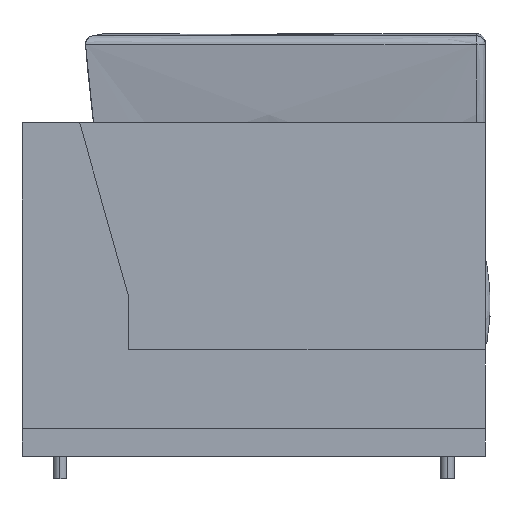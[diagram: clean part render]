
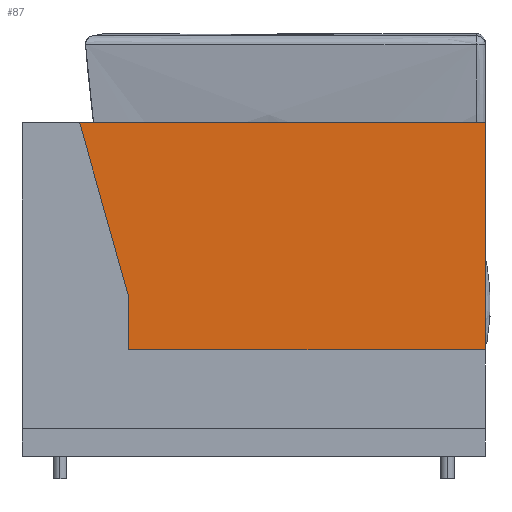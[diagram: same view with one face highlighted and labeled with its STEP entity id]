
A CAD part, left-side view. The second image highlights one B-rep face of the part: STEP entity #87.
In plain terms, the highlighted free-form (B-spline) face has degree [1, 1] with [2, 2] control points.
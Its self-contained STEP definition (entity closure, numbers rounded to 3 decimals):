
#87=ADVANCED_FACE($,(#235),#1628,.T.);
#235=FACE_OUTER_BOUND($,#383,.T.);
#383=EDGE_LOOP($,(#696,#697,#698,#699,#700,#701));
#696=ORIENTED_EDGE($,*,*,#1141,.T.);
#697=ORIENTED_EDGE($,*,*,#1143,.T.);
#698=ORIENTED_EDGE($,*,*,#1145,.T.);
#699=ORIENTED_EDGE($,*,*,#1147,.T.);
#700=ORIENTED_EDGE($,*,*,#1125,.T.);
#701=ORIENTED_EDGE($,*,*,#1139,.T.);
#1125=EDGE_CURVE($,#1379,#1383,#1701,.T.);
#1139=EDGE_CURVE($,#1383,#1390,#1715,.T.);
#1141=EDGE_CURVE($,#1390,#1391,#1717,.T.);
#1143=EDGE_CURVE($,#1391,#1393,#1719,.T.);
#1145=EDGE_CURVE($,#1393,#1395,#1721,.T.);
#1147=EDGE_CURVE($,#1395,#1379,#1723,.T.);
#1379=VERTEX_POINT($,#2675);
#1383=VERTEX_POINT($,#2679);
#1390=VERTEX_POINT($,#2686);
#1391=VERTEX_POINT($,#2687);
#1393=VERTEX_POINT($,#2689);
#1395=VERTEX_POINT($,#2691);
#1628=B_SPLINE_SURFACE_WITH_KNOTS($,1,1,((#2635,#2636),(#2637,#2638)),.UNSPECIFIED.,
.F.,.F.,.F.,(2,2),(2,2),(0.,999.981),(3228.983,3718.986),
.UNSPECIFIED.);
#1701=B_SPLINE_CURVE_WITH_KNOTS($,1,(#2359,#2360),.UNSPECIFIED.,.F.,.F.,
(2,2),(-3718.986,-3228.983),.UNSPECIFIED.);
#1715=B_SPLINE_CURVE_WITH_KNOTS($,1,(#2387,#2388),.UNSPECIFIED.,.F.,.F.,
(2,2),(0.,999.981),.UNSPECIFIED.);
#1717=B_SPLINE_CURVE_WITH_KNOTS($,3,(#2393,#2394,#2395,#2396),.UNSPECIFIED.,
.F.,.F.,(4,4),(-124.399,0.),.UNSPECIFIED.);
#1719=B_SPLINE_CURVE_WITH_KNOTS($,3,(#2401,#2402,#2403,#2404),.UNSPECIFIED.,
.F.,.F.,(4,4),(-389.58,0.),.UNSPECIFIED.);
#1721=B_SPLINE_CURVE_WITH_KNOTS($,3,(#2409,#2410,#2411,#2412),.UNSPECIFIED.,
.F.,.F.,(4,4),(-115.,0.),.UNSPECIFIED.);
#1723=B_SPLINE_CURVE_WITH_KNOTS($,3,(#2417,#2418,#2419,#2420),.UNSPECIFIED.,
.F.,.F.,(4,4),(-770.,0.),.UNSPECIFIED.);
#2359=CARTESIAN_POINT($,(79297.515,-7466.17,170.));
#2360=CARTESIAN_POINT($,(79297.529,-7466.17,660.004));
#2387=CARTESIAN_POINT($,(79297.529,-7466.17,660.004));
#2388=CARTESIAN_POINT($,(79297.529,-6466.189,660.004));
#2393=CARTESIAN_POINT($,(79297.529,-6466.189,660.004));
#2394=CARTESIAN_POINT($,(79297.529,-6507.655,660.002));
#2395=CARTESIAN_POINT($,(79297.529,-6549.122,660.001));
#2396=CARTESIAN_POINT($,(79297.529,-6590.588,660.));
#2401=CARTESIAN_POINT($,(79297.529,-6590.588,660.));
#2402=CARTESIAN_POINT($,(79297.525,-6625.782,535.));
#2403=CARTESIAN_POINT($,(79297.522,-6660.976,410.));
#2404=CARTESIAN_POINT($,(79297.518,-6696.17,285.));
#2409=CARTESIAN_POINT($,(79297.518,-6696.17,285.));
#2410=CARTESIAN_POINT($,(79297.517,-6696.17,246.667));
#2411=CARTESIAN_POINT($,(79297.516,-6696.17,208.333));
#2412=CARTESIAN_POINT($,(79297.515,-6696.17,170.));
#2417=CARTESIAN_POINT($,(79297.515,-6696.17,170.));
#2418=CARTESIAN_POINT($,(79297.515,-6952.837,170.));
#2419=CARTESIAN_POINT($,(79297.515,-7209.503,170.));
#2420=CARTESIAN_POINT($,(79297.515,-7466.17,170.));
#2635=CARTESIAN_POINT($,(79297.529,-7466.17,660.004));
#2636=CARTESIAN_POINT($,(79297.515,-7466.17,170.));
#2637=CARTESIAN_POINT($,(79297.529,-6466.189,660.004));
#2638=CARTESIAN_POINT($,(79297.515,-6466.189,170.));
#2675=CARTESIAN_POINT($,(79297.515,-7466.17,170.));
#2679=CARTESIAN_POINT($,(79297.529,-7466.17,660.004));
#2686=CARTESIAN_POINT($,(79297.529,-6466.189,660.004));
#2687=CARTESIAN_POINT($,(79297.529,-6590.588,660.));
#2689=CARTESIAN_POINT($,(79297.518,-6696.17,285.));
#2691=CARTESIAN_POINT($,(79297.515,-6696.17,170.));
